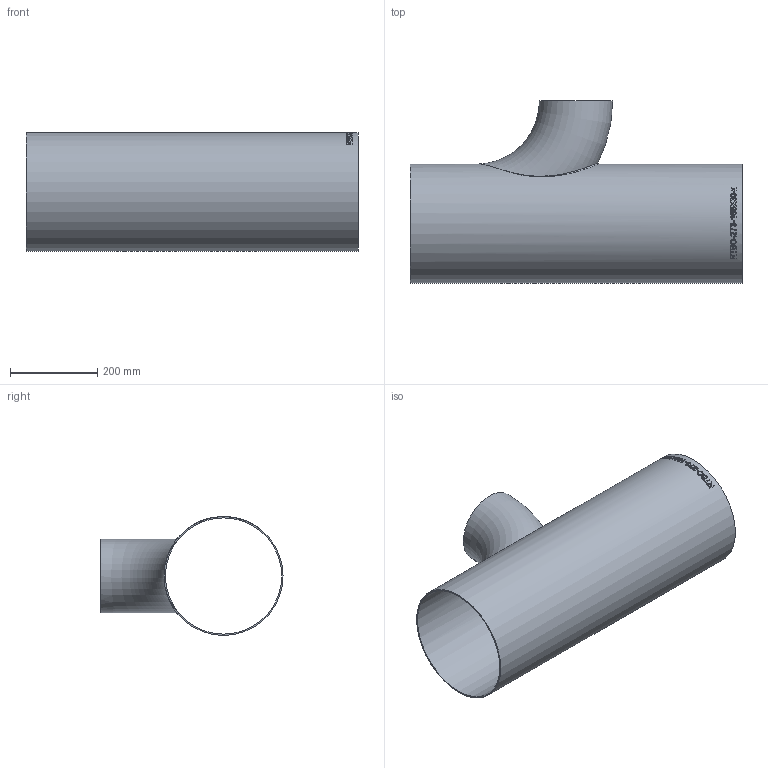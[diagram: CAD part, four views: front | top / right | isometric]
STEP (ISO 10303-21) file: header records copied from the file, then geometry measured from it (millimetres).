
FILE_DESCRIPTION (( 'STEP AP214' ), '1' );
FILE_NAME ('RTBO-273-168X30-x T-Bogen reduziert 2005.STEP', '2020-05-25T13:45:17', ( '' ), ( '' ), 'SwSTEP 2.0', 'SolidWorks 2019', '' );
FILE_SCHEMA (( 'AUTOMOTIVE_DESIGN' ));
Length unit declared in the file: millimetre
Products named in the file (1): RTBO-273-168X30-x T-Bogen reduziert 2005
Bounding box: 762 x 417.85 x 273 mm (x, y, z)
Volume: 2084738.6 mm3; surface area: 1428755.8 mm2
Topology: 1 solids, 1 shells, 235 faces, 622 edges, 415 vertices
Faces by surface type: bspline 144, plane 62, cylinder 27, torus 2
Full cylindrical faces by diameter (mm): 267 x1, 273 x1
Entity records: 47011 total; most frequent: CARTESIAN_POINT 40017, ORIENTED_EDGE 1226, EDGE_CURVE 613, B_SPLINE_CURVE_WITH_KNOTS 449, DIRECTION 428, VERTEX_POINT 412, EDGE_LOOP 271, FACE_OUTER_BOUND 241
